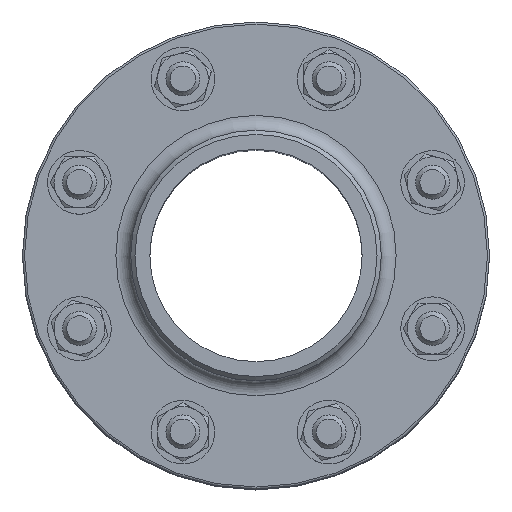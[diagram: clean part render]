
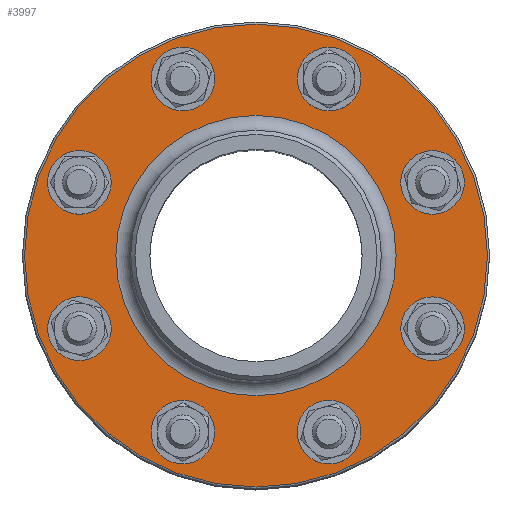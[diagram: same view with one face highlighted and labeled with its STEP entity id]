
A CAD part, top view. The second image highlights one B-rep face of the part: STEP entity #3997.
In plain terms, the highlighted face is planar.
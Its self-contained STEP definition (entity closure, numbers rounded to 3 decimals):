
#443=FACE_BOUND('',#1088,.T.);
#444=FACE_BOUND('',#1089,.T.);
#445=FACE_BOUND('',#1090,.T.);
#446=FACE_BOUND('',#1091,.T.);
#447=FACE_BOUND('',#1092,.T.);
#448=FACE_BOUND('',#1093,.T.);
#449=FACE_BOUND('',#1094,.T.);
#450=FACE_BOUND('',#1095,.T.);
#451=FACE_BOUND('',#1096,.T.);
#610=PLANE('',#4452);
#822=FACE_OUTER_BOUND('',#1087,.T.);
#1087=EDGE_LOOP('',(#3352));
#1088=EDGE_LOOP('',(#3353));
#1089=EDGE_LOOP('',(#3354));
#1090=EDGE_LOOP('',(#3355));
#1091=EDGE_LOOP('',(#3356));
#1092=EDGE_LOOP('',(#3357));
#1093=EDGE_LOOP('',(#3358));
#1094=EDGE_LOOP('',(#3359));
#1095=EDGE_LOOP('',(#3360));
#1096=EDGE_LOOP('',(#3361));
#1767=CIRCLE('',#4450,109.);
#1769=CIRCLE('',#4453,66.);
#1770=CIRCLE('',#4454,8.5);
#1771=CIRCLE('',#4455,8.5);
#1772=CIRCLE('',#4456,8.5);
#1773=CIRCLE('',#4457,8.5);
#1774=CIRCLE('',#4458,8.5);
#1775=CIRCLE('',#4459,8.5);
#1776=CIRCLE('',#4460,8.5);
#1777=CIRCLE('',#4461,8.5);
#2085=VERTEX_POINT('',#7022);
#2086=VERTEX_POINT('',#7026);
#2087=VERTEX_POINT('',#7028);
#2088=VERTEX_POINT('',#7030);
#2089=VERTEX_POINT('',#7032);
#2090=VERTEX_POINT('',#7034);
#2091=VERTEX_POINT('',#7036);
#2092=VERTEX_POINT('',#7038);
#2093=VERTEX_POINT('',#7040);
#2094=VERTEX_POINT('',#7042);
#2525=EDGE_CURVE('',#2085,#2085,#1767,.T.);
#2527=EDGE_CURVE('',#2086,#2086,#1769,.T.);
#2528=EDGE_CURVE('',#2087,#2087,#1770,.T.);
#2529=EDGE_CURVE('',#2088,#2088,#1771,.T.);
#2530=EDGE_CURVE('',#2089,#2089,#1772,.T.);
#2531=EDGE_CURVE('',#2090,#2090,#1773,.T.);
#2532=EDGE_CURVE('',#2091,#2091,#1774,.T.);
#2533=EDGE_CURVE('',#2092,#2092,#1775,.T.);
#2534=EDGE_CURVE('',#2093,#2093,#1776,.T.);
#2535=EDGE_CURVE('',#2094,#2094,#1777,.T.);
#3352=ORIENTED_EDGE('',*,*,#2525,.F.);
#3353=ORIENTED_EDGE('',*,*,#2527,.F.);
#3354=ORIENTED_EDGE('',*,*,#2528,.T.);
#3355=ORIENTED_EDGE('',*,*,#2529,.T.);
#3356=ORIENTED_EDGE('',*,*,#2530,.T.);
#3357=ORIENTED_EDGE('',*,*,#2531,.T.);
#3358=ORIENTED_EDGE('',*,*,#2532,.T.);
#3359=ORIENTED_EDGE('',*,*,#2533,.T.);
#3360=ORIENTED_EDGE('',*,*,#2534,.T.);
#3361=ORIENTED_EDGE('',*,*,#2535,.T.);
#3997=ADVANCED_FACE('',(#822,#443,#444,#445,#446,#447,#448,#449,#450,#451),
#610,.F.);
#4450=AXIS2_PLACEMENT_3D('',#7023,#5390,#5391);
#4452=AXIS2_PLACEMENT_3D('',#7025,#5394,#5395);
#4453=AXIS2_PLACEMENT_3D('',#7027,#5396,#5397);
#4454=AXIS2_PLACEMENT_3D('',#7029,#5398,#5399);
#4455=AXIS2_PLACEMENT_3D('',#7031,#5400,#5401);
#4456=AXIS2_PLACEMENT_3D('',#7033,#5402,#5403);
#4457=AXIS2_PLACEMENT_3D('',#7035,#5404,#5405);
#4458=AXIS2_PLACEMENT_3D('',#7037,#5406,#5407);
#4459=AXIS2_PLACEMENT_3D('',#7039,#5408,#5409);
#4460=AXIS2_PLACEMENT_3D('',#7041,#5410,#5411);
#4461=AXIS2_PLACEMENT_3D('',#7043,#5412,#5413);
#5390=DIRECTION('center_axis',(0.,1.,0.));
#5391=DIRECTION('ref_axis',(1.,0.,0.));
#5394=DIRECTION('center_axis',(0.,1.,0.));
#5395=DIRECTION('ref_axis',(0.,0.,1.));
#5396=DIRECTION('center_axis',(0.,-1.,0.));
#5397=DIRECTION('ref_axis',(-1.,0.,0.));
#5398=DIRECTION('center_axis',(0.,1.,0.));
#5399=DIRECTION('ref_axis',(1.,0.,0.));
#5400=DIRECTION('center_axis',(0.,1.,0.));
#5401=DIRECTION('ref_axis',(1.,0.,0.));
#5402=DIRECTION('center_axis',(0.,1.,0.));
#5403=DIRECTION('ref_axis',(1.,0.,0.));
#5404=DIRECTION('center_axis',(0.,1.,0.));
#5405=DIRECTION('ref_axis',(1.,0.,0.));
#5406=DIRECTION('center_axis',(0.,1.,0.));
#5407=DIRECTION('ref_axis',(1.,0.,0.));
#5408=DIRECTION('center_axis',(0.,1.,0.));
#5409=DIRECTION('ref_axis',(1.,0.,0.));
#5410=DIRECTION('center_axis',(0.,1.,0.));
#5411=DIRECTION('ref_axis',(1.,0.,0.));
#5412=DIRECTION('center_axis',(0.,1.,0.));
#5413=DIRECTION('ref_axis',(1.,0.,0.));
#7022=CARTESIAN_POINT('',(0.,-115.,109.));
#7023=CARTESIAN_POINT('Origin',(0.,-115.,0.));
#7025=CARTESIAN_POINT('Origin',(0.,-115.,0.));
#7026=CARTESIAN_POINT('',(0.,-115.,-66.));
#7027=CARTESIAN_POINT('Origin',(0.,-115.,0.));
#7028=CARTESIAN_POINT('',(-42.942,-115.,-83.149));
#7029=CARTESIAN_POINT('Origin',(-34.442,-115.,-83.149));
#7030=CARTESIAN_POINT('',(-91.649,-115.,-34.442));
#7031=CARTESIAN_POINT('Origin',(-83.149,-115.,-34.442));
#7032=CARTESIAN_POINT('',(-91.649,-115.,34.442));
#7033=CARTESIAN_POINT('Origin',(-83.149,-115.,34.442));
#7034=CARTESIAN_POINT('',(-42.942,-115.,83.149));
#7035=CARTESIAN_POINT('Origin',(-34.442,-115.,83.149));
#7036=CARTESIAN_POINT('',(25.942,-115.,83.149));
#7037=CARTESIAN_POINT('Origin',(34.442,-115.,83.149));
#7038=CARTESIAN_POINT('',(74.649,-115.,34.442));
#7039=CARTESIAN_POINT('Origin',(83.149,-115.,34.442));
#7040=CARTESIAN_POINT('',(74.649,-115.,-34.442));
#7041=CARTESIAN_POINT('Origin',(83.149,-115.,-34.442));
#7042=CARTESIAN_POINT('',(25.942,-115.,-83.149));
#7043=CARTESIAN_POINT('Origin',(34.442,-115.,-83.149));
